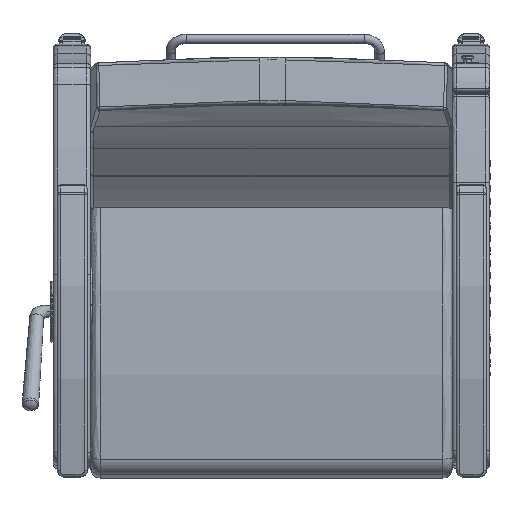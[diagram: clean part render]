
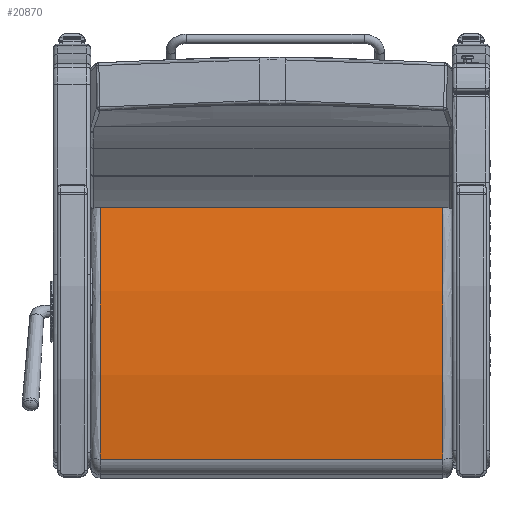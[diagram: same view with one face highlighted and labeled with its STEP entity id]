
A CAD part, front view. The second image highlights one B-rep face of the part: STEP entity #20870.
In plain terms, the highlighted free-form (B-spline) face has degree [1, 2] with [2, 3] control points.
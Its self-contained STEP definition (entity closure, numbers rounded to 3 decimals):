
#712=(
BOUNDED_SURFACE()
B_SPLINE_SURFACE(1,2,((#31751,#31752,#31753),(#31754,#31755,#31756)),
 .UNSPECIFIED.,.F.,.F.,.F.)
B_SPLINE_SURFACE_WITH_KNOTS((2,2),(3,3),(-0.229,0.229),
(1.362,1.699),.UNSPECIFIED.)
GEOMETRIC_REPRESENTATION_ITEM()
RATIONAL_B_SPLINE_SURFACE(((1.,0.986,1.),(1.,0.986,
1.)))
REPRESENTATION_ITEM('')
SURFACE()
);
#1266=ELLIPSE('',#22491,60.054,60.);
#1276=ELLIPSE('',#22519,60.054,60.);
#2271=FACE_OUTER_BOUND('',#3514,.T.);
#3514=EDGE_LOOP('',(#14592,#14593,#14594,#14595));
#4905=LINE('',#31749,#6378);
#4906=LINE('',#31758,#6379);
#6378=VECTOR('',#25134,0.394);
#6379=VECTOR('',#25137,0.394);
#9038=VERTEX_POINT('',#31541);
#9039=VERTEX_POINT('',#31542);
#9064=VERTEX_POINT('',#31748);
#9065=VERTEX_POINT('',#31757);
#11273=EDGE_CURVE('',#9038,#9039,#1266,.T.);
#11311=EDGE_CURVE('',#9039,#9064,#4905,.T.);
#11313=EDGE_CURVE('',#9038,#9065,#4906,.T.);
#11314=EDGE_CURVE('',#9064,#9065,#1276,.T.);
#14592=ORIENTED_EDGE('',*,*,#11273,.F.);
#14593=ORIENTED_EDGE('',*,*,#11313,.T.);
#14594=ORIENTED_EDGE('',*,*,#11314,.F.);
#14595=ORIENTED_EDGE('',*,*,#11311,.F.);
#20870=ADVANCED_FACE('',(#2271),#712,.F.);
#22491=AXIS2_PLACEMENT_3D('',#31543,#25066,#25067);
#22519=AXIS2_PLACEMENT_3D('',#31759,#25138,#25139);
#25066=DIRECTION('center_axis',(0.,0.,-1.));
#25067=DIRECTION('ref_axis',(1.,0.,0.));
#25134=DIRECTION('',(0.,0.,1.));
#25137=DIRECTION('',(0.,0.,1.));
#25138=DIRECTION('center_axis',(0.,0.,1.));
#25139=DIRECTION('ref_axis',(1.,0.,0.));
#31541=CARTESIAN_POINT('',(-10.045,1.256,-13.75));
#31542=CARTESIAN_POINT('',(10.111,0.445,-13.75));
#31543=CARTESIAN_POINT('Origin',(-2.35,-58.249,-13.75));
#31748=CARTESIAN_POINT('',(10.111,0.445,13.75));
#31749=CARTESIAN_POINT('',(10.111,0.445,0.));
#31751=CARTESIAN_POINT('Ctrl Pts',(10.111,0.445,-13.75));
#31752=CARTESIAN_POINT('Ctrl Pts',(0.103,2.566,-13.75));
#31753=CARTESIAN_POINT('Ctrl Pts',(-10.045,1.256,-13.75));
#31754=CARTESIAN_POINT('Ctrl Pts',(10.111,0.445,13.75));
#31755=CARTESIAN_POINT('Ctrl Pts',(0.103,2.566,13.75));
#31756=CARTESIAN_POINT('Ctrl Pts',(-10.045,1.256,13.75));
#31757=CARTESIAN_POINT('',(-10.045,1.256,13.75));
#31758=CARTESIAN_POINT('',(-10.045,1.256,0.));
#31759=CARTESIAN_POINT('Origin',(-2.35,-58.249,13.75));
